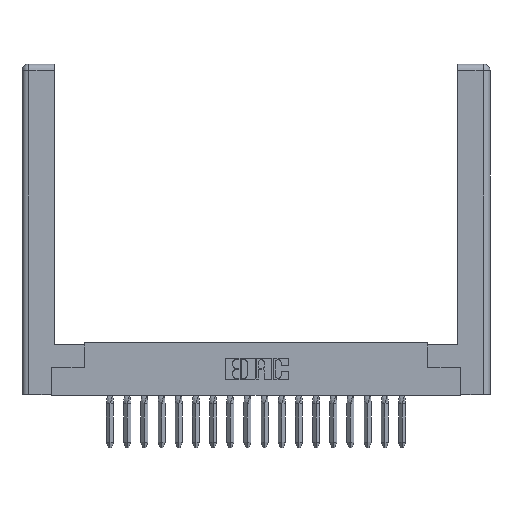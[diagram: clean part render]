
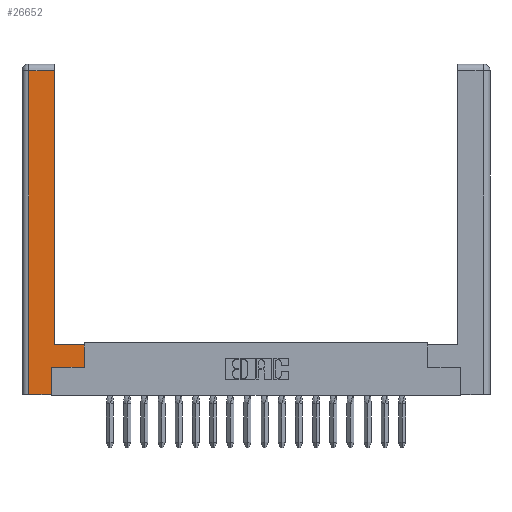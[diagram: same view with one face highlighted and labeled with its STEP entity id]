
A CAD part, top view. The second image highlights one B-rep face of the part: STEP entity #26652.
In plain terms, the highlighted planar face has unit normal (0, 0, 1).
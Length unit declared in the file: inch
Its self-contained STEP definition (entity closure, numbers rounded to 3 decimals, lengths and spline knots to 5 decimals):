
#219 = LINE ( 'NONE', #29371, #9793 ) ;
#529 = ORIENTED_EDGE ( 'NONE', *, *, #8272, .T. ) ;
#1254 = EDGE_CURVE ( 'NONE', #11737, #32482, #3350, .T. ) ;
#1909 = PLANE ( 'NONE',  #19690 ) ;
#1975 = EDGE_CURVE ( 'NONE', #22165, #28680, #16188, .T. ) ;
#3072 = ORIENTED_EDGE ( 'NONE', *, *, #20635, .T. ) ;
#3350 = LINE ( 'NONE', #9226, #6684 ) ;
#3757 = EDGE_CURVE ( 'NONE', #32482, #18280, #6007, .T. ) ;
#4043 = CARTESIAN_POINT ( 'NONE',  ( 0.265, 0.245, 0. ) ) ;
#4394 = EDGE_CURVE ( 'NONE', #18280, #31458, #11675, .T. ) ;
#4990 = CARTESIAN_POINT ( 'NONE',  ( 0., 0., 0. ) ) ;
#5397 = DIRECTION ( 'NONE',  ( -1., 0., 0. ) ) ;
#5619 = FACE_OUTER_BOUND ( 'NONE', #18755, .T. ) ;
#5936 = LINE ( 'NONE', #4043, #34199 ) ;
#6007 = LINE ( 'NONE', #26890, #21319 ) ;
#6221 = CARTESIAN_POINT ( 'NONE',  ( 0.295, 2.94, 0. ) ) ;
#6684 = VECTOR ( 'NONE', #30621, 39.37008 ) ;
#6696 = CARTESIAN_POINT ( 'NONE',  ( 0.265, 0.245, 0. ) ) ;
#6914 = EDGE_CURVE ( 'NONE', #28680, #11737, #5936, .T. ) ;
#7025 = ORIENTED_EDGE ( 'NONE', *, *, #1975, .T. ) ;
#7306 = CARTESIAN_POINT ( 'NONE',  ( 0.0615, 0., 0. ) ) ;
#8272 = EDGE_CURVE ( 'NONE', #38369, #33025, #12542, .T. ) ;
#8574 = DIRECTION ( 'NONE',  ( 0., 1., 0. ) ) ;
#8620 = CARTESIAN_POINT ( 'NONE',  ( 0.265, 0., 0. ) ) ;
#9226 = CARTESIAN_POINT ( 'NONE',  ( 0.565, 0.245, 0. ) ) ;
#9793 = VECTOR ( 'NONE', #11170, 39.37008 ) ;
#10351 = VECTOR ( 'NONE', #24375, 39.37008 ) ;
#11170 = DIRECTION ( 'NONE',  ( 0., -1., 0. ) ) ;
#11675 = LINE ( 'NONE', #18304, #20766 ) ;
#11737 = VERTEX_POINT ( 'NONE', #6696 ) ;
#12358 = VECTOR ( 'NONE', #17604, 39.37008 ) ;
#12542 = LINE ( 'NONE', #20781, #13486 ) ;
#12725 = EDGE_CURVE ( 'NONE', #33025, #22165, #219, .T. ) ;
#13105 = CARTESIAN_POINT ( 'NONE',  ( 0.565, 0.245, 0. ) ) ;
#13486 = VECTOR ( 'NONE', #5397, 39.37008 ) ;
#13572 = CARTESIAN_POINT ( 'NONE',  ( 0.295, 0.45, 0. ) ) ;
#15504 = DIRECTION ( 'NONE',  ( -1., 0., 0. ) ) ;
#16188 = LINE ( 'NONE', #20579, #12358 ) ;
#16592 = CARTESIAN_POINT ( 'NONE',  ( 0.295, 3., 0. ) ) ;
#17604 = DIRECTION ( 'NONE',  ( 1., 0., 0. ) ) ;
#18280 = VERTEX_POINT ( 'NONE', #21708 ) ;
#18304 = CARTESIAN_POINT ( 'NONE',  ( 0.295, 0.45, 0. ) ) ;
#18755 = EDGE_LOOP ( 'NONE', ( #3072, #529, #29002, #7025, #19419, #24648, #30196, #27475 ) ) ;
#19182 = CARTESIAN_POINT ( 'NONE',  ( 0.0615, 2.94, 0. ) ) ;
#19419 = ORIENTED_EDGE ( 'NONE', *, *, #6914, .T. ) ;
#19690 = AXIS2_PLACEMENT_3D ( 'NONE', #4990, #23309, #29106 ) ;
#20579 = CARTESIAN_POINT ( 'NONE',  ( 0.265, 0., 0. ) ) ;
#20635 = EDGE_CURVE ( 'NONE', #31458, #38369, #24227, .T. ) ;
#20766 = VECTOR ( 'NONE', #15504, 39.37008 ) ;
#20781 = CARTESIAN_POINT ( 'NONE',  ( 0.0615, 2.94, 0. ) ) ;
#21319 = VECTOR ( 'NONE', #8574, 39.37008 ) ;
#21708 = CARTESIAN_POINT ( 'NONE',  ( 0.565, 0.45, 0. ) ) ;
#22165 = VERTEX_POINT ( 'NONE', #7306 ) ;
#23309 = DIRECTION ( 'NONE',  ( 0., 0., -1. ) ) ;
#24227 = LINE ( 'NONE', #16592, #10351 ) ;
#24375 = DIRECTION ( 'NONE',  ( 0., 1., 0. ) ) ;
#24648 = ORIENTED_EDGE ( 'NONE', *, *, #1254, .T. ) ;
#26652 = ADVANCED_FACE ( 'NONE', ( #5619 ), #1909, .F. ) ;
#26890 = CARTESIAN_POINT ( 'NONE',  ( 0.565, 0.45, 0. ) ) ;
#27475 = ORIENTED_EDGE ( 'NONE', *, *, #4394, .T. ) ;
#28680 = VERTEX_POINT ( 'NONE', #8620 ) ;
#29002 = ORIENTED_EDGE ( 'NONE', *, *, #12725, .T. ) ;
#29106 = DIRECTION ( 'NONE',  ( -1., 0., 0. ) ) ;
#29371 = CARTESIAN_POINT ( 'NONE',  ( 0.0615, 0., 0. ) ) ;
#30196 = ORIENTED_EDGE ( 'NONE', *, *, #3757, .T. ) ;
#30621 = DIRECTION ( 'NONE',  ( 1., 0., 0. ) ) ;
#31458 = VERTEX_POINT ( 'NONE', #13572 ) ;
#32482 = VERTEX_POINT ( 'NONE', #13105 ) ;
#33025 = VERTEX_POINT ( 'NONE', #19182 ) ;
#34199 = VECTOR ( 'NONE', #34561, 39.37008 ) ;
#34561 = DIRECTION ( 'NONE',  ( 0., 1., 0. ) ) ;
#38369 = VERTEX_POINT ( 'NONE', #6221 ) ;
